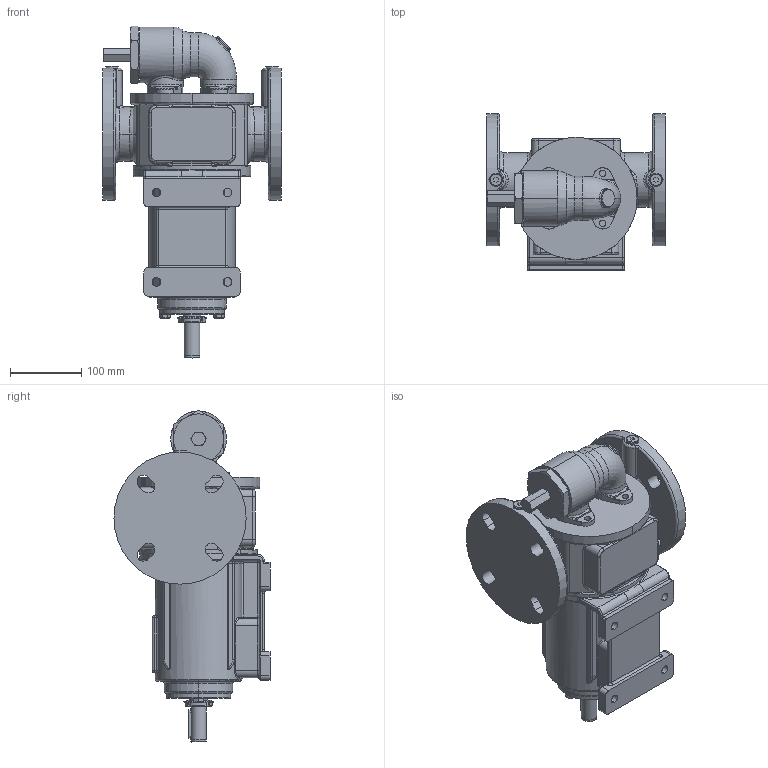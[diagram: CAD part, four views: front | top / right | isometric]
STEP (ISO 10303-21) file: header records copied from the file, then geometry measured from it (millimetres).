
FILE_DESCRIPTION((''),'2;1');
FILE_NAME('R_50_GL1B_Y','2019-06-18T14:49:15',('Nicola'),(''),'CREO PARAMETRIC BY PTC INC, 2017110','CREO PARAMETRIC BY PTC INC, 2017110','');
FILE_SCHEMA(('CONFIG_CONTROL_DESIGN'));
Products named in the file (1): R_50_GL1B_Y
Bounding box: 250 x 218.5 x 464.91 mm (x, y, z)
Volume: 7059688 mm3; surface area: 421370.1 mm2
Topology: 1 solids, 4 shells, 811 faces, 1988 edges, 1203 vertices
Faces by surface type: plane 240, cylinder 228, bspline 144, torus 97, cone 92, sphere 10
Entity records: 47346 total; most frequent: CARTESIAN_POINT 29156, ORIENTED_EDGE 3976, DIRECTION 3622, EDGE_CURVE 1988, AXIS2_PLACEMENT_3D 1455, VERTEX_POINT 1203, EDGE_LOOP 857, FACE_OUTER_BOUND 811
